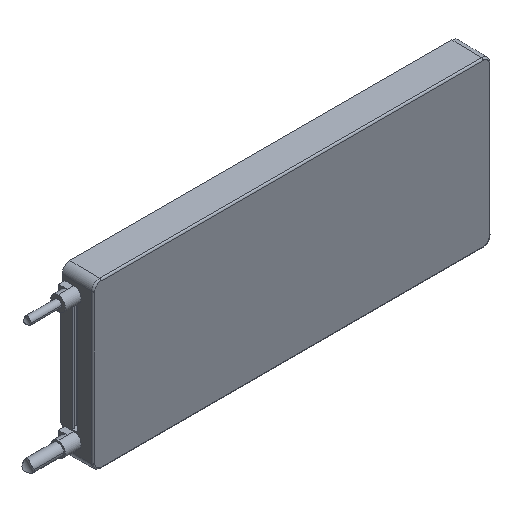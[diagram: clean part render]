
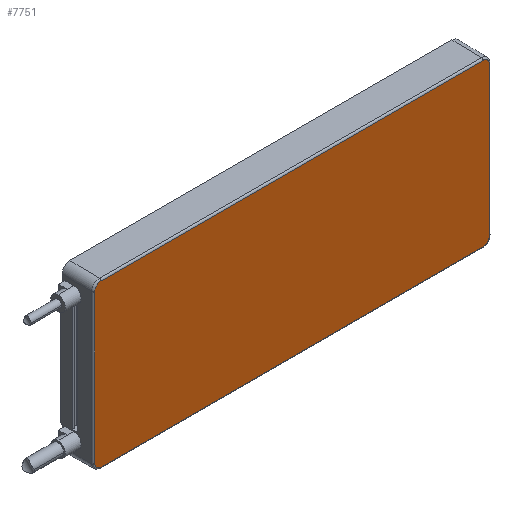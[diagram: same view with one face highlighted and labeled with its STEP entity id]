
A CAD part, isometric view. The second image highlights one B-rep face of the part: STEP entity #7751.
In plain terms, the highlighted planar face has unit normal (0, -1, 0).
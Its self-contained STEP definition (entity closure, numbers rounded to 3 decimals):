
#1916=CARTESIAN_POINT('',(230.166,-7.85,-51.668));
#1917=CARTESIAN_POINT('',(230.377,-7.85,
-51.668));
#1918=CARTESIAN_POINT('',(230.793,-7.85,
-51.635));
#1919=CARTESIAN_POINT('',(231.407,-7.85,
-51.488));
#1920=CARTESIAN_POINT('',(231.989,-7.85,-51.247));
#1921=CARTESIAN_POINT('',(232.527,-7.85,-50.918));
#1922=CARTESIAN_POINT('',(233.007,-7.85,-50.508));
#1923=CARTESIAN_POINT('',(233.416,-7.85,-50.028));
#1924=CARTESIAN_POINT('',(233.745,-7.85,
-49.491));
#1925=CARTESIAN_POINT('',(233.987,-7.85,
-48.908));
#1926=CARTESIAN_POINT('',(234.134,-7.85,
-48.294));
#1927=CARTESIAN_POINT('',(234.166,-7.85,
-47.878));
#1928=CARTESIAN_POINT('',(234.166,-7.85,-47.668));
#1930=DIRECTION('',(1.,0.,0.));
#1931=VECTOR('',#1930,245.);
#1932=CARTESIAN_POINT('',(-14.834,-7.85,-51.668));
#1933=LINE('',#1932,#1931);
#1934=CARTESIAN_POINT('',(-18.834,-7.85,-47.668));
#1935=CARTESIAN_POINT('',(-18.834,-7.85,
-47.878));
#1936=CARTESIAN_POINT('',(-18.801,-7.85,
-48.294));
#1937=CARTESIAN_POINT('',(-18.654,-7.85,
-48.909));
#1938=CARTESIAN_POINT('',(-18.412,-7.85,-49.491));
#1939=CARTESIAN_POINT('',(-18.083,-7.85,-50.029));
#1940=CARTESIAN_POINT('',(-17.673,-7.85,-50.508));
#1941=CARTESIAN_POINT('',(-17.194,-7.85,-50.918));
#1942=CARTESIAN_POINT('',(-16.656,-7.85,
-51.247));
#1943=CARTESIAN_POINT('',(-16.074,-7.85,
-51.488));
#1944=CARTESIAN_POINT('',(-15.46,-7.85,
-51.635));
#1945=CARTESIAN_POINT('',(-15.044,-7.85,
-51.668));
#1946=CARTESIAN_POINT('',(-14.834,-7.85,-51.668));
#1948=CARTESIAN_POINT('',(-14.834,-7.85,51.668));
#1949=CARTESIAN_POINT('',(-15.044,-7.85,
51.668));
#1950=CARTESIAN_POINT('',(-15.46,-7.85,
51.635));
#1951=CARTESIAN_POINT('',(-16.074,-7.85,
51.488));
#1952=CARTESIAN_POINT('',(-16.657,-7.85,51.247));
#1953=CARTESIAN_POINT('',(-17.194,-7.85,50.918));
#1954=CARTESIAN_POINT('',(-17.674,-7.85,50.508));
#1955=CARTESIAN_POINT('',(-18.083,-7.85,50.028));
#1956=CARTESIAN_POINT('',(-18.413,-7.85,
49.491));
#1957=CARTESIAN_POINT('',(-18.654,-7.85,
48.908));
#1958=CARTESIAN_POINT('',(-18.801,-7.85,
48.294));
#1959=CARTESIAN_POINT('',(-18.834,-7.85,
47.878));
#1960=CARTESIAN_POINT('',(-18.834,-7.85,47.668));
#1962=DIRECTION('',(-1.,0.,0.));
#1963=VECTOR('',#1962,245.);
#1964=CARTESIAN_POINT('',(230.166,-7.85,51.668));
#1965=LINE('',#1964,#1963);
#1966=CARTESIAN_POINT('',(234.166,-7.85,47.668));
#1967=CARTESIAN_POINT('',(234.166,-7.85,47.878));
#1968=CARTESIAN_POINT('',(234.134,-7.85,48.294));
#1969=CARTESIAN_POINT('',(233.987,-7.85,48.909));
#1970=CARTESIAN_POINT('',(233.745,-7.85,49.491));
#1971=CARTESIAN_POINT('',(233.416,-7.85,50.029));
#1972=CARTESIAN_POINT('',(233.006,-7.85,50.508));
#1973=CARTESIAN_POINT('',(232.527,-7.85,50.918));
#1974=CARTESIAN_POINT('',(231.989,-7.85,51.247));
#1975=CARTESIAN_POINT('',(231.407,-7.85,51.488));
#1976=CARTESIAN_POINT('',(230.793,-7.85,51.635));
#1977=CARTESIAN_POINT('',(230.377,-7.85,51.668));
#1978=CARTESIAN_POINT('',(230.166,-7.85,51.668));
#1980=DIRECTION('',(0.,0.,1.));
#1981=VECTOR('',#1980,95.335);
#1982=CARTESIAN_POINT('',(234.166,-7.85,-47.668));
#1983=LINE('',#1982,#1981);
#2167=DIRECTION('',(0.,0.,-1.));
#2168=VECTOR('',#2167,95.335);
#2169=CARTESIAN_POINT('',(-18.834,-7.85,47.668));
#2170=LINE('',#2169,#2168);
#4111=VERTEX_POINT('',#1916);
#4112=VERTEX_POINT('',#1928);
#4113=CARTESIAN_POINT('',(234.166,-7.85,47.668));
#4114=VERTEX_POINT('',#4113);
#4115=VERTEX_POINT('',#1978);
#4116=CARTESIAN_POINT('',(-14.834,-7.85,51.668));
#4117=VERTEX_POINT('',#4116);
#4122=VERTEX_POINT('',#1960);
#4123=VERTEX_POINT('',#1934);
#4124=VERTEX_POINT('',#1946);
#7730=CARTESIAN_POINT('',(107.666,-7.85,0.));
#7731=DIRECTION('',(0.,1.,0.));
#7732=DIRECTION('',(-1.,0.,0.));
#7733=AXIS2_PLACEMENT_3D('',#7730,#7731,#7732);
#7734=PLANE('',#7733);
#7736=ORIENTED_EDGE('',*,*,#7735,.F.);
#7738=ORIENTED_EDGE('',*,*,#7737,.F.);
#7740=ORIENTED_EDGE('',*,*,#7739,.F.);
#7742=ORIENTED_EDGE('',*,*,#7741,.F.);
#7743=ORIENTED_EDGE('',*,*,#7692,.F.);
#7744=ORIENTED_EDGE('',*,*,#7713,.F.);
#7746=ORIENTED_EDGE('',*,*,#7745,.F.);
#7748=ORIENTED_EDGE('',*,*,#7747,.F.);
#7749=EDGE_LOOP('',(#7736,#7738,#7740,#7742,#7743,#7744,#7746,#7748));
#7750=FACE_OUTER_BOUND('',#7749,.F.);
#7751=ADVANCED_FACE('',(#7750),#7734,.F.);
#1929=B_SPLINE_CURVE_WITH_KNOTS('',3,(#1916,#1917,#1918,#1919,#1920,#1921,#1922,
#1923,#1924,#1925,#1926,#1927,#1928),.UNSPECIFIED.,.F.,.F.,(4,1,1,1,1,1,1,1,1,1,
4),(0.,0.1,0.2,0.3,0.4,0.5,0.6,0.7,0.8,0.9,1.),
.UNSPECIFIED.);
#1947=B_SPLINE_CURVE_WITH_KNOTS('',3,(#1934,#1935,#1936,#1937,#1938,#1939,#1940,
#1941,#1942,#1943,#1944,#1945,#1946),.UNSPECIFIED.,.F.,.F.,(4,1,1,1,1,1,1,1,1,1,
4),(0.,0.1,0.2,0.3,0.4,0.5,0.6,0.7,0.8,0.9,1.),
.UNSPECIFIED.);
#1961=B_SPLINE_CURVE_WITH_KNOTS('',3,(#1948,#1949,#1950,#1951,#1952,#1953,#1954,
#1955,#1956,#1957,#1958,#1959,#1960),.UNSPECIFIED.,.F.,.F.,(4,1,1,1,1,1,1,1,1,1,
4),(0.,0.1,0.2,0.3,0.4,0.5,0.6,0.7,0.8,0.9,1.),
.UNSPECIFIED.);
#1979=B_SPLINE_CURVE_WITH_KNOTS('',3,(#1966,#1967,#1968,#1969,#1970,#1971,#1972,
#1973,#1974,#1975,#1976,#1977,#1978),.UNSPECIFIED.,.F.,.F.,(4,1,1,1,1,1,1,1,1,1,
4),(0.,0.1,0.2,0.3,0.4,0.5,0.6,0.7,0.8,0.9,1.),
.UNSPECIFIED.);
#7692=EDGE_CURVE('',#4117,#4122,#1961,.T.);
#7713=EDGE_CURVE('',#4115,#4117,#1965,.T.);
#7735=EDGE_CURVE('',#4111,#4112,#1929,.T.);
#7737=EDGE_CURVE('',#4124,#4111,#1933,.T.);
#7739=EDGE_CURVE('',#4123,#4124,#1947,.T.);
#7741=EDGE_CURVE('',#4122,#4123,#2170,.T.);
#7745=EDGE_CURVE('',#4114,#4115,#1979,.T.);
#7747=EDGE_CURVE('',#4112,#4114,#1983,.T.);
